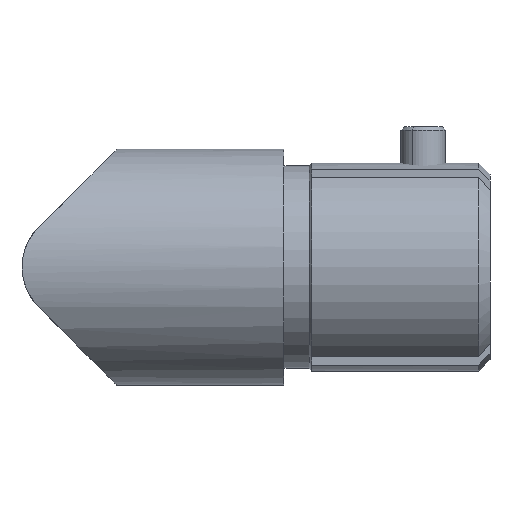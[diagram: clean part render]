
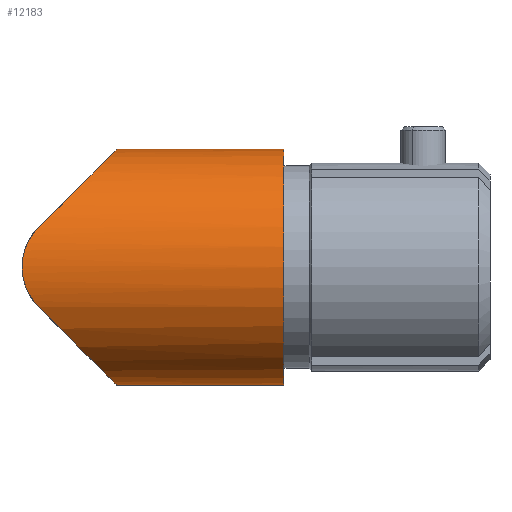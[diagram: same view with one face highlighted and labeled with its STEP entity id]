
A CAD part, left-side view. The second image highlights one B-rep face of the part: STEP entity #12183.
In plain terms, the highlighted cylindrical face has radius 21.2 mm (diameter 42.4 mm), a partial arc.
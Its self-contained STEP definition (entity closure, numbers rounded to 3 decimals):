
#219 = CARTESIAN_POINT ( 'NONE',  ( 0., 51.2, 21.2 ) ) ;
#390 = CARTESIAN_POINT ( 'NONE',  ( 0., 0., 21.2 ) ) ;
#877 = CARTESIAN_POINT ( 'NONE',  ( 0., 51.2, -21.2 ) ) ;
#894 = CARTESIAN_POINT ( 'NONE',  ( -20.6, 45.721, -5.037 ) ) ;
#1037 = CARTESIAN_POINT ( 'NONE',  ( -21.192, 47.041, 0.668 ) ) ;
#1089 = CARTESIAN_POINT ( 'NONE',  ( -21.17, 46.994, -1.313 ) ) ;
#1240 = CARTESIAN_POINT ( 'NONE',  ( 0., 51.2, 0. ) ) ;
#1604 = CARTESIAN_POINT ( 'NONE',  ( -9.295, 30., -21.2 ) ) ;
#1720 = EDGE_CURVE ( 'NONE', #6891, #8316, #8376, .T. ) ;
#2007 = CARTESIAN_POINT ( 'NONE',  ( -20.957, 46.535, 3.257 ) ) ;
#2060 = CARTESIAN_POINT ( 'NONE',  ( -20.595, 45.704, 5.035 ) ) ;
#2099 = CARTESIAN_POINT ( 'NONE',  ( -21.2, 47.058, -0.655 ) ) ;
#2338 = CARTESIAN_POINT ( 'NONE',  ( -19.986, 44.129, 7.071 ) ) ;
#2497 = AXIS2_PLACEMENT_3D ( 'NONE', #4361, #9635, #12892 ) ;
#2545 = CARTESIAN_POINT ( 'NONE',  ( -19.986, 44.129, -7.071 ) ) ;
#3120 = CARTESIAN_POINT ( 'NONE',  ( -20.79, 46.156, 4.163 ) ) ;
#3127 = EDGE_CURVE ( 'NONE', #12989, #8272, #3177, .T. ) ;
#3164 = CARTESIAN_POINT ( 'NONE',  ( -20.727, 46.014, 4.461 ) ) ;
#3177 = B_SPLINE_CURVE_WITH_KNOTS ( 'NONE', 3,
 ( #12684, #11727, #12774, #13785, #2060, #3164, #3120, #2007, #11591, #7465, #13883, #1037, #6390, #2099, #1089, #8536, #9377, #6259, #894, #10475, #4066, #5152 ),
 .UNSPECIFIED., .F., .F.,
 ( 4, 2, 2, 2, 2, 2, 2, 2, 2, 2, 4 ),
 ( 0., 0.002, 0.003, 0.004, 0.006, 0.007, 0.008, 0.01, 0.012, 0.014, 0.016 ),
 .UNSPECIFIED. ) ;
#3246 =( BOUNDED_CURVE ( )  B_SPLINE_CURVE ( 3, ( #5610, #10970, #12050, #2338 ),
 .UNSPECIFIED., .F., .T. ) 
 B_SPLINE_CURVE_WITH_KNOTS ( ( 4, 4 ),
 ( 0., 1.231 ),
 .UNSPECIFIED. ) 
 CURVE ( )  GEOMETRIC_REPRESENTATION_ITEM ( )  RATIONAL_B_SPLINE_CURVE ( ( 1., 0.878, 0.878, 1. ) ) 
 REPRESENTATION_ITEM ( '' )  );
#3272 = EDGE_CURVE ( 'NONE', #5253, #8316, #13417, .T. ) ;
#3574 = EDGE_LOOP ( 'NONE', ( #13828, #4693, #11977, #7347, #7966, #7516 ) ) ;
#4066 = CARTESIAN_POINT ( 'NONE',  ( -20.149, 44.588, -6.612 ) ) ;
#4361 = CARTESIAN_POINT ( 'NONE',  ( 0., 0., 0. ) ) ;
#4380 = EDGE_CURVE ( 'NONE', #5253, #12989, #3246, .T. ) ;
#4693 = ORIENTED_EDGE ( 'NONE', *, *, #4380, .T. ) ;
#5152 = CARTESIAN_POINT ( 'NONE',  ( -19.986, 44.129, -7.071 ) ) ;
#5253 = VERTEX_POINT ( 'NONE', #8544 ) ;
#5358 = VECTOR ( 'NONE', #9882, 1000. ) ;
#5388 =( BOUNDED_CURVE ( )  B_SPLINE_CURVE ( 3, ( #2545, #5856, #1604, #13378 ),
 .UNSPECIFIED., .F., .T. ) 
 B_SPLINE_CURVE_WITH_KNOTS ( ( 4, 4 ),
 ( 5.052, 6.283 ),
 .UNSPECIFIED. ) 
 CURVE ( )  GEOMETRIC_REPRESENTATION_ITEM ( )  RATIONAL_B_SPLINE_CURVE ( ( 1., 0.878, 0.878, 1. ) ) 
 REPRESENTATION_ITEM ( '' )  );
#5548 = DIRECTION ( 'NONE',  ( 0., 0., -1. ) ) ;
#5610 = CARTESIAN_POINT ( 'NONE',  ( 0., 30., 21.2 ) ) ;
#5818 = CARTESIAN_POINT ( 'NONE',  ( -19.986, 44.129, -7.071 ) ) ;
#5856 = CARTESIAN_POINT ( 'NONE',  ( -16.886, 35.366, -15.834 ) ) ;
#6259 = CARTESIAN_POINT ( 'NONE',  ( -20.736, 46.034, -4.455 ) ) ;
#6390 = CARTESIAN_POINT ( 'NONE',  ( -21.2, 47.058, 0.337 ) ) ;
#6398 = AXIS2_PLACEMENT_3D ( 'NONE', #1240, #6703, #5548 ) ;
#6703 = DIRECTION ( 'NONE',  ( 0., -1., 0. ) ) ;
#6891 = VERTEX_POINT ( 'NONE', #11502 ) ;
#7347 = ORIENTED_EDGE ( 'NONE', *, *, #13744, .T. ) ;
#7465 = CARTESIAN_POINT ( 'NONE',  ( -21.137, 46.924, 1.663 ) ) ;
#7516 = ORIENTED_EDGE ( 'NONE', *, *, #1720, .T. ) ;
#7966 = ORIENTED_EDGE ( 'NONE', *, *, #11982, .T. ) ;
#8272 = VERTEX_POINT ( 'NONE', #5818 ) ;
#8316 = VERTEX_POINT ( 'NONE', #390 ) ;
#8337 = DIRECTION ( 'NONE',  ( 0., -1., 0. ) ) ;
#8376 = CIRCLE ( 'NONE', #2497, 21.2 ) ;
#8536 = CARTESIAN_POINT ( 'NONE',  ( -21.048, 46.731, -2.621 ) ) ;
#8544 = CARTESIAN_POINT ( 'NONE',  ( 0., 30., 21.2 ) ) ;
#8586 = CARTESIAN_POINT ( 'NONE',  ( -19.986, 44.129, 7.071 ) ) ;
#9081 = CARTESIAN_POINT ( 'NONE',  ( 0., 30., -21.2 ) ) ;
#9377 = CARTESIAN_POINT ( 'NONE',  ( -20.958, 46.538, -3.25 ) ) ;
#9453 = CYLINDRICAL_SURFACE ( 'NONE', #6398, 21.2 ) ;
#9635 = DIRECTION ( 'NONE',  ( 0., 1., 0. ) ) ;
#9789 = FACE_OUTER_BOUND ( 'NONE', #3574, .T. ) ;
#9882 = DIRECTION ( 'NONE',  ( 0., -1., 0. ) ) ;
#10475 = CARTESIAN_POINT ( 'NONE',  ( -20.307, 44.998, -6.113 ) ) ;
#10947 = VECTOR ( 'NONE', #8337, 1000. ) ;
#10970 = CARTESIAN_POINT ( 'NONE',  ( -9.295, 30., 21.2 ) ) ;
#11502 = CARTESIAN_POINT ( 'NONE',  ( 0., 0., -21.2 ) ) ;
#11591 = CARTESIAN_POINT ( 'NONE',  ( -21.046, 46.728, 2.632 ) ) ;
#11727 = CARTESIAN_POINT ( 'NONE',  ( -20.149, 44.588, 6.612 ) ) ;
#11877 = VERTEX_POINT ( 'NONE', #9081 ) ;
#11977 = ORIENTED_EDGE ( 'NONE', *, *, #3127, .T. ) ;
#11982 = EDGE_CURVE ( 'NONE', #11877, #6891, #12990, .T. ) ;
#12050 = CARTESIAN_POINT ( 'NONE',  ( -16.886, 35.366, 15.834 ) ) ;
#12183 = ADVANCED_FACE ( 'NONE', ( #9789 ), #9453, .T. ) ;
#12684 = CARTESIAN_POINT ( 'NONE',  ( -19.986, 44.129, 7.071 ) ) ;
#12774 = CARTESIAN_POINT ( 'NONE',  ( -20.307, 44.997, 6.115 ) ) ;
#12892 = DIRECTION ( 'NONE',  ( 0., 0., 1. ) ) ;
#12989 = VERTEX_POINT ( 'NONE', #8586 ) ;
#12990 = LINE ( 'NONE', #877, #10947 ) ;
#13378 = CARTESIAN_POINT ( 'NONE',  ( 0., 30., -21.2 ) ) ;
#13417 = LINE ( 'NONE', #219, #5358 ) ;
#13744 = EDGE_CURVE ( 'NONE', #8272, #11877, #5388, .T. ) ;
#13785 = CARTESIAN_POINT ( 'NONE',  ( -20.525, 45.536, 5.312 ) ) ;
#13828 = ORIENTED_EDGE ( 'NONE', *, *, #3272, .F. ) ;
#13883 = CARTESIAN_POINT ( 'NONE',  ( -21.161, 46.974, 1.333 ) ) ;
